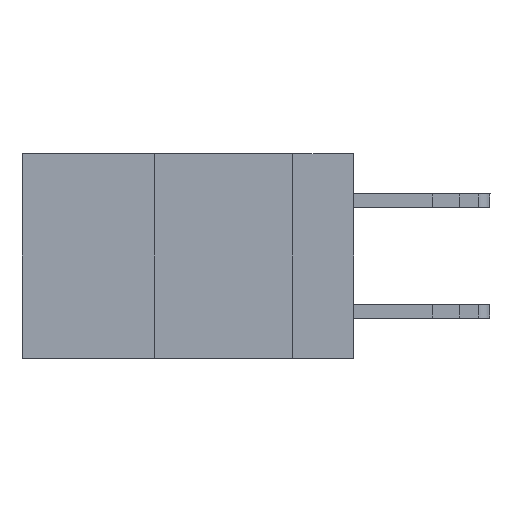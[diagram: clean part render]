
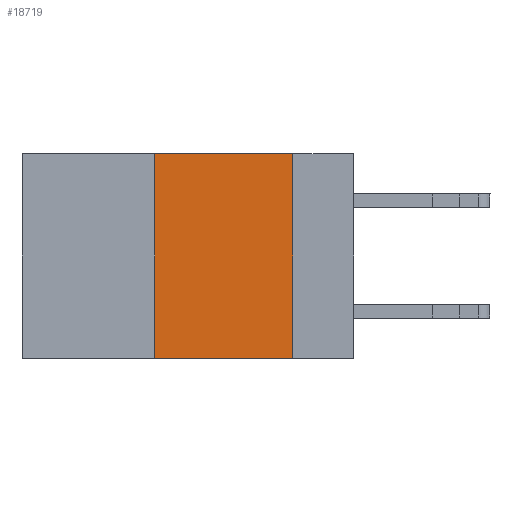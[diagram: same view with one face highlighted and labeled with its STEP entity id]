
A CAD part, left-side view. The second image highlights one B-rep face of the part: STEP entity #18719.
In plain terms, the highlighted planar face has unit normal (-1, 0, 0).
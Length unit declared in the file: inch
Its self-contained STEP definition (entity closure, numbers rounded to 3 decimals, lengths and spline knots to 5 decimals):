
#207 = EDGE_CURVE ( 'NONE', #7113, #2553, #9094, .T. ) ;
#973 = LINE ( 'NONE', #23163, #5765 ) ;
#1281 = VERTEX_POINT ( 'NONE', #13359 ) ;
#1403 = LINE ( 'NONE', #17785, #2299 ) ;
#1482 = VECTOR ( 'NONE', #3683, 39.37008 ) ;
#2299 = VECTOR ( 'NONE', #14031, 39.37008 ) ;
#2553 = VERTEX_POINT ( 'NONE', #16134 ) ;
#2890 = EDGE_CURVE ( 'NONE', #1281, #12321, #1403, .T. ) ;
#3683 = DIRECTION ( 'NONE',  ( 0., -1., 0. ) ) ;
#3797 = FACE_OUTER_BOUND ( 'NONE', #15609, .T. ) ;
#3926 = LINE ( 'NONE', #22324, #1482 ) ;
#4754 = DIRECTION ( 'NONE',  ( 0., -1., 0. ) ) ;
#5765 = VECTOR ( 'NONE', #4754, 39.37008 ) ;
#7113 = VERTEX_POINT ( 'NONE', #18862 ) ;
#7419 = DIRECTION ( 'NONE',  ( 1., 0., 0. ) ) ;
#7752 = VECTOR ( 'NONE', #14477, 39.37008 ) ;
#7861 = ORIENTED_EDGE ( 'NONE', *, *, #207, .F. ) ;
#9094 = LINE ( 'NONE', #23683, #7752 ) ;
#10597 = ORIENTED_EDGE ( 'NONE', *, *, #20025, .T. ) ;
#10901 = PLANE ( 'NONE',  #17419 ) ;
#11864 = ORIENTED_EDGE ( 'NONE', *, *, #20222, .F. ) ;
#12321 = VERTEX_POINT ( 'NONE', #21704 ) ;
#13359 = CARTESIAN_POINT ( 'NONE',  ( 0., 0.11, 0. ) ) ;
#14031 = DIRECTION ( 'NONE',  ( 0., 0., -1. ) ) ;
#14477 = DIRECTION ( 'NONE',  ( 0., 0., 1. ) ) ;
#14702 = DIRECTION ( 'NONE',  ( 0., 0., -1. ) ) ;
#15609 = EDGE_LOOP ( 'NONE', ( #23293, #11864, #7861, #10597 ) ) ;
#16134 = CARTESIAN_POINT ( 'NONE',  ( 0., 0.36, 0. ) ) ;
#17419 = AXIS2_PLACEMENT_3D ( 'NONE', #18446, #7419, #14702 ) ;
#17785 = CARTESIAN_POINT ( 'NONE',  ( 0., 0.11, 0. ) ) ;
#18446 = CARTESIAN_POINT ( 'NONE',  ( 0., 0.6, 0. ) ) ;
#18719 = ADVANCED_FACE ( 'NONE', ( #3797 ), #10901, .F. ) ;
#18862 = CARTESIAN_POINT ( 'NONE',  ( 0., 0.36, -0.37 ) ) ;
#20025 = EDGE_CURVE ( 'NONE', #7113, #12321, #3926, .T. ) ;
#20222 = EDGE_CURVE ( 'NONE', #2553, #1281, #973, .T. ) ;
#21704 = CARTESIAN_POINT ( 'NONE',  ( 0., 0.11, -0.37 ) ) ;
#22324 = CARTESIAN_POINT ( 'NONE',  ( 0., 0.6, -0.37 ) ) ;
#23163 = CARTESIAN_POINT ( 'NONE',  ( 0., 0.6, 0. ) ) ;
#23293 = ORIENTED_EDGE ( 'NONE', *, *, #2890, .F. ) ;
#23683 = CARTESIAN_POINT ( 'NONE',  ( 0., 0.36, 0. ) ) ;
